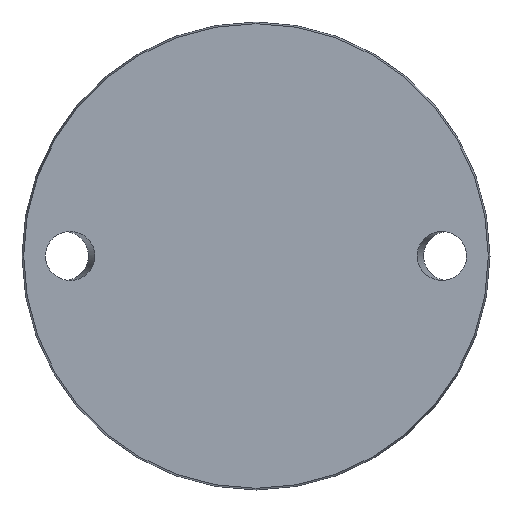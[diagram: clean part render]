
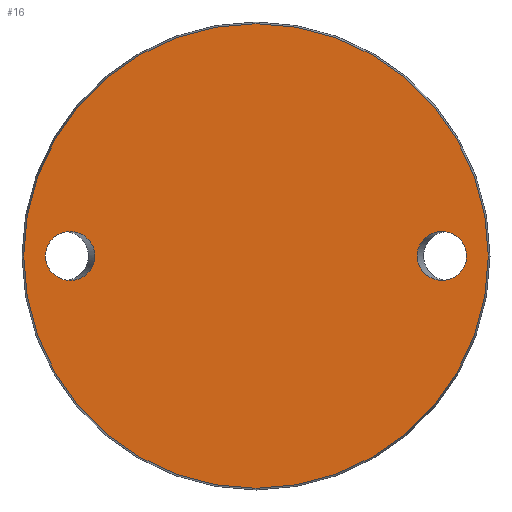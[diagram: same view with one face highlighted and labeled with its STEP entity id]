
A CAD part, front view. The second image highlights one B-rep face of the part: STEP entity #16.
In plain terms, the highlighted planar face has unit normal (0, -1, 0).
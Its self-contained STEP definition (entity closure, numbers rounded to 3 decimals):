
#16 = ADVANCED_FACE ( 'NONE', ( #702, #996, #315 ), #635, .F. ) ;
#53 = AXIS2_PLACEMENT_3D ( 'NONE', #832, #144, #305 ) ;
#76 = CARTESIAN_POINT ( 'NONE',  ( -71.115, 0., 16.5 ) ) ;
#89 = CARTESIAN_POINT ( 'NONE',  ( -71.115, 0., -16.5 ) ) ;
#92 = DIRECTION ( 'NONE',  ( 0., 0., 1. ) ) ;
#116 = CARTESIAN_POINT ( 'NONE',  ( 0., 0., -78.425 ) ) ;
#134 = CARTESIAN_POINT ( 'NONE',  ( 54.385, 0., 16.5 ) ) ;
#144 = DIRECTION ( 'NONE',  ( 0., -1., 0. ) ) ;
#152 = CARTESIAN_POINT ( 'NONE',  ( -71.115, 0., 0. ) ) ;
#218 = CARTESIAN_POINT ( 'NONE',  ( 71.115, 0., -16.5 ) ) ;
#250 = DIRECTION ( 'NONE',  ( 0., 1., 0. ) ) ;
#267 = CARTESIAN_POINT ( 'NONE',  ( -54.385, 0., -16.5 ) ) ;
#283 = VERTEX_POINT ( 'NONE', #287 ) ;
#287 = CARTESIAN_POINT ( 'NONE',  ( -71.115, 0., 0. ) ) ;
#289 =( BOUNDED_CURVE ( )  B_SPLINE_CURVE ( 3, ( #152, #76, #680, #388, #267, #89, #497 ),
 .UNSPECIFIED., .T., .F. ) 
 B_SPLINE_CURVE_WITH_KNOTS ( ( 4, 3, 4 ),
 ( 0., 3.142, 6.283 ),
 .UNSPECIFIED. ) 
 CURVE ( )  GEOMETRIC_REPRESENTATION_ITEM ( )  RATIONAL_B_SPLINE_CURVE ( ( 1., 0.333, 0.333, 1., 0.333, 0.333, 1. ) ) 
 REPRESENTATION_ITEM ( '' )  );
#302 = CARTESIAN_POINT ( 'NONE',  ( 71.115, 0., 0. ) ) ;
#305 = DIRECTION ( 'NONE',  ( 0., 0., -1. ) ) ;
#315 = FACE_OUTER_BOUND ( 'NONE', #814, .T. ) ;
#388 = CARTESIAN_POINT ( 'NONE',  ( -54.385, 0., 0. ) ) ;
#495 = VERTEX_POINT ( 'NONE', #116 ) ;
#497 = CARTESIAN_POINT ( 'NONE',  ( -71.115, 0., 0. ) ) ;
#506 = CARTESIAN_POINT ( 'NONE',  ( 54.385, 0., 0. ) ) ;
#520 = CARTESIAN_POINT ( 'NONE',  ( 54.385, 0., 0. ) ) ;
#543 = CARTESIAN_POINT ( 'NONE',  ( -78.425, 0., 0. ) ) ;
#587 = EDGE_LOOP ( 'NONE', ( #733 ) ) ;
#593 = ORIENTED_EDGE ( 'NONE', *, *, #953, .F. ) ;
#635 = PLANE ( 'NONE',  #804 ) ;
#663 = EDGE_LOOP ( 'NONE', ( #593 ) ) ;
#667 = CIRCLE ( 'NONE', #53, 78.425 ) ;
#680 = CARTESIAN_POINT ( 'NONE',  ( -54.385, 0., 16.5 ) ) ;
#686 = CARTESIAN_POINT ( 'NONE',  ( 54.385, 0., 0. ) ) ;
#697 =( BOUNDED_CURVE ( )  B_SPLINE_CURVE ( 3, ( #686, #917, #218, #302, #771, #134, #520 ),
 .UNSPECIFIED., .T., .F. ) 
 B_SPLINE_CURVE_WITH_KNOTS ( ( 4, 3, 4 ),
 ( 0., 3.142, 6.283 ),
 .UNSPECIFIED. ) 
 CURVE ( )  GEOMETRIC_REPRESENTATION_ITEM ( )  RATIONAL_B_SPLINE_CURVE ( ( 1., 0.333, 0.333, 1., 0.333, 0.333, 1. ) ) 
 REPRESENTATION_ITEM ( '' )  );
#702 = FACE_BOUND ( 'NONE', #587, .T. ) ;
#733 = ORIENTED_EDGE ( 'NONE', *, *, #841, .T. ) ;
#734 = VERTEX_POINT ( 'NONE', #506 ) ;
#738 = EDGE_CURVE ( 'NONE', #495, #495, #667, .T. ) ;
#771 = CARTESIAN_POINT ( 'NONE',  ( 71.115, 0., 16.5 ) ) ;
#804 = AXIS2_PLACEMENT_3D ( 'NONE', #543, #250, #92 ) ;
#814 = EDGE_LOOP ( 'NONE', ( #873 ) ) ;
#832 = CARTESIAN_POINT ( 'NONE',  ( 0., 0., 0. ) ) ;
#841 = EDGE_CURVE ( 'NONE', #283, #283, #289, .T. ) ;
#873 = ORIENTED_EDGE ( 'NONE', *, *, #738, .T. ) ;
#917 = CARTESIAN_POINT ( 'NONE',  ( 54.385, 0., -16.5 ) ) ;
#953 = EDGE_CURVE ( 'NONE', #734, #734, #697, .T. ) ;
#996 = FACE_BOUND ( 'NONE', #663, .T. ) ;
